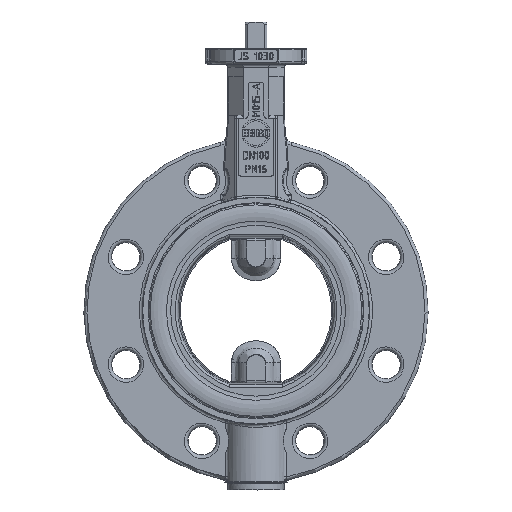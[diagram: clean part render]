
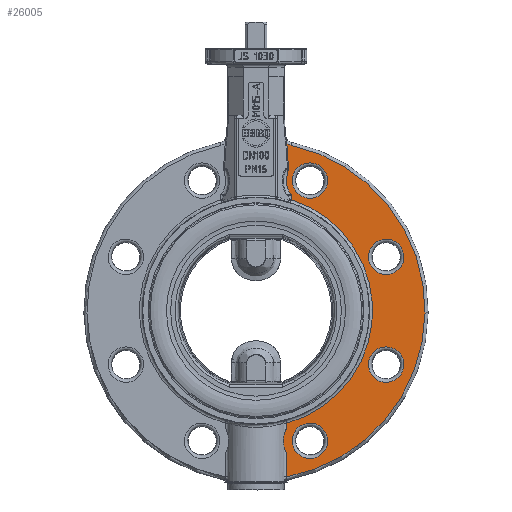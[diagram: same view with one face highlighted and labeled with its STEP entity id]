
A CAD part, top view. The second image highlights one B-rep face of the part: STEP entity #26005.
In plain terms, the highlighted planar face has unit normal (0, 0, 1).
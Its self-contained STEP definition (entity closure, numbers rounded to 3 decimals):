
#3087=CARTESIAN_POINT('',(19.596,-74.866,8.));
#3088=VERTEX_POINT('',#3087);
#3089=CARTESIAN_POINT('',(19.596,-91.432,8.));
#3090=VERTEX_POINT('',#3089);
#3091=CARTESIAN_POINT('',(34.442,-83.149,8.));
#3092=DIRECTION('',(0.0,0.0,1.0));
#3093=DIRECTION('',(-1.0,0.0,0.0));
#3094=AXIS2_PLACEMENT_3D('',#3091,#3092,#3093);
#3095=CIRCLE('',#3094,17.0);
#3096=EDGE_CURVE('',#3088,#3090,#3095,.T.);
#20291=CARTESIAN_POINT('',(38.772,-93.605,8.));
#20292=VERTEX_POINT('',#20291);
#20293=CARTESIAN_POINT('',(34.442,-83.149,8.));
#20294=DIRECTION('',(0.0,0.0,1.));
#20295=DIRECTION('',(-0.383,0.924,0.0));
#20296=AXIS2_PLACEMENT_3D('',#20293,#20294,#20295);
#20297=CIRCLE('',#20296,11.317);
#20298=EDGE_CURVE('',#20292,#20292,#20297,.T.);
#20379=CARTESIAN_POINT('',(93.605,-38.772,8.));
#20380=VERTEX_POINT('',#20379);
#20381=CARTESIAN_POINT('',(83.149,-34.442,8.));
#20382=DIRECTION('',(0.0,0.0,1.0));
#20383=DIRECTION('',(-0.924,0.383,0.0));
#20384=AXIS2_PLACEMENT_3D('',#20381,#20382,#20383);
#20385=CIRCLE('',#20384,11.317);
#20386=EDGE_CURVE('',#20380,#20380,#20385,.T.);
#20467=CARTESIAN_POINT('',(93.605,38.772,8.));
#20468=VERTEX_POINT('',#20467);
#20469=CARTESIAN_POINT('',(83.149,34.442,8.));
#20470=DIRECTION('',(0.0,0.0,1.));
#20471=DIRECTION('',(-0.924,-0.383,0.0));
#20472=AXIS2_PLACEMENT_3D('',#20469,#20470,#20471);
#20473=CIRCLE('',#20472,11.317);
#20474=EDGE_CURVE('',#20468,#20468,#20473,.T.);
#20555=CARTESIAN_POINT('',(38.772,93.605,8.));
#20556=VERTEX_POINT('',#20555);
#20557=CARTESIAN_POINT('',(34.442,83.149,8.));
#20558=DIRECTION('',(0.0,0.0,1.));
#20559=DIRECTION('',(-0.383,-0.924,0.0));
#20560=AXIS2_PLACEMENT_3D('',#20557,#20558,#20559);
#20561=CIRCLE('',#20560,11.317);
#20562=EDGE_CURVE('',#20556,#20556,#20561,.T.);
#21733=CARTESIAN_POINT('',(19.596,-71.877,8.));
#21734=VERTEX_POINT('',#21733);
#21742=CARTESIAN_POINT('',(22.609,70.987,8.));
#21743=VERTEX_POINT('',#21742);
#21744=CARTESIAN_POINT('',(0.0,0.0,8.));
#21745=DIRECTION('',(0.0,0.0,1.));
#21746=DIRECTION('',(0.999,-0.037,0.0));
#21747=AXIS2_PLACEMENT_3D('',#21744,#21745,#21746);
#21748=CIRCLE('',#21747,74.5);
#21749=EDGE_CURVE('',#21734,#21743,#21748,.T.);
#21794=CARTESIAN_POINT('',(19.596,-74.866,8.));
#21795=DIRECTION('',(0.0,1.0,0.0));
#21796=VECTOR('',#21795,2.99);
#21797=LINE('',#21794,#21796);
#21798=EDGE_CURVE('',#3088,#21734,#21797,.T.);
#23206=CARTESIAN_POINT('',(19.596,-106.207,8.));
#23207=VERTEX_POINT('',#23206);
#23224=CARTESIAN_POINT('',(22.433,105.645,8.));
#23225=VERTEX_POINT('',#23224);
#23233=CARTESIAN_POINT('',(0.0,0.0,8.));
#23234=DIRECTION('',(0.0,0.0,-1.0));
#23235=DIRECTION('',(1.,-0.021,0.0));
#23236=AXIS2_PLACEMENT_3D('',#23233,#23234,#23235);
#23237=CIRCLE('',#23236,108.);
#23238=EDGE_CURVE('',#23225,#23207,#23237,.T.);
#23494=CARTESIAN_POINT('',(19.596,-106.207,8.));
#23495=DIRECTION('',(0.0,1.0,0.0));
#23496=VECTOR('',#23495,14.775);
#23497=LINE('',#23494,#23496);
#23498=EDGE_CURVE('',#23207,#3090,#23497,.T.);
#24832=CARTESIAN_POINT('',(22.382,74.229,8.));
#24833=VERTEX_POINT('',#24832);
#24845=CARTESIAN_POINT('',(22.609,70.987,8.));
#24846=DIRECTION('',(-0.07,0.998,0.0));
#24847=VECTOR('',#24846,3.25);
#24848=LINE('',#24845,#24847);
#24849=EDGE_CURVE('',#21743,#24833,#24848,.T.);
#24861=CARTESIAN_POINT('',(19.851,86.631,8.));
#24862=VERTEX_POINT('',#24861);
#24947=CARTESIAN_POINT('',(34.442,83.149,8.));
#24948=DIRECTION('',(0.0,0.0,-1.0));
#24949=DIRECTION('',(-0.998,-0.07,0.0));
#24950=AXIS2_PLACEMENT_3D('',#24947,#24948,#24949);
#24951=CIRCLE('',#24950,15.);
#24952=EDGE_CURVE('',#24833,#24862,#24951,.T.);
#25949=CARTESIAN_POINT('',(0.0,91.25,8.));
#25950=DIRECTION('',(0.0,0.0,1.0));
#25951=DIRECTION('',(1.0,0.0,0.0));
#25952=AXIS2_PLACEMENT_3D('',#25949,#25950,#25951);
#25953=PLANE('',#25952);
#25954=CARTESIAN_POINT('',(20.799,90.914,8.));
#25955=VERTEX_POINT('',#25954);
#25956=CARTESIAN_POINT('',(19.682,106.896,8.));
#25957=VERTEX_POINT('',#25956);
#25958=CARTESIAN_POINT('',(20.799,90.914,8.));
#25959=DIRECTION('',(-0.07,0.998,0.0));
#25960=VECTOR('',#25959,16.021);
#25961=LINE('',#25958,#25960);
#25962=EDGE_CURVE('',#25955,#25957,#25961,.T.);
#25963=ORIENTED_EDGE('',*,*,#25962,.F.);
#25964=CARTESIAN_POINT('',(19.851,86.631,8.));
#25965=CARTESIAN_POINT('',(19.853,86.643,8.));
#25966=CARTESIAN_POINT('',(19.856,86.654,8.));
#25967=CARTESIAN_POINT('',(19.914,86.952,8.));
#25968=CARTESIAN_POINT('',(20.039,87.52,8.));
#25969=CARTESIAN_POINT('',(20.264,88.364,8.));
#25970=CARTESIAN_POINT('',(20.509,89.201,8.0));
#25971=CARTESIAN_POINT('',(20.758,90.039,8.));
#25972=CARTESIAN_POINT('',(20.82,90.624,8.));
#25973=CARTESIAN_POINT('',(20.799,90.914,8.));
#25974=B_SPLINE_CURVE_WITH_KNOTS('',3,(#25964,#25965,#25966,#25967,#25968,#25969,#25970,#25971,#25972,#25973),.UNSPECIFIED.,.F.,.U.,(4,2,1,1,1,1,4),(-0.44,-0.436,-0.349,-0.262,-0.175,-0.087,0.0),.UNSPECIFIED.);
#25975=EDGE_CURVE('',#24862,#25955,#25974,.T.);
#25976=ORIENTED_EDGE('',*,*,#25975,.F.);
#25977=ORIENTED_EDGE('',*,*,#24952,.F.);
#25978=ORIENTED_EDGE('',*,*,#24849,.F.);
#25979=ORIENTED_EDGE('',*,*,#21749,.F.);
#25980=ORIENTED_EDGE('',*,*,#21798,.F.);
#25981=ORIENTED_EDGE('',*,*,#3096,.T.);
#25982=ORIENTED_EDGE('',*,*,#23498,.F.);
#25983=ORIENTED_EDGE('',*,*,#23238,.F.);
#25984=CARTESIAN_POINT('',(23.887,112.492,8.));
#25985=DIRECTION('',(0.0,0.0,1.0));
#25986=DIRECTION('',(-0.755,-0.656,0.0));
#25987=AXIS2_PLACEMENT_3D('',#25984,#25985,#25986);
#25988=CIRCLE('',#25987,7.);
#25989=EDGE_CURVE('',#25957,#23225,#25988,.T.);
#25990=ORIENTED_EDGE('',*,*,#25989,.F.);
#25991=EDGE_LOOP('',(#25963,#25976,#25977,#25978,#25979,#25980,#25981,#25982,#25983,#25990));
#25992=FACE_OUTER_BOUND('',#25991,.T.);
#25993=ORIENTED_EDGE('',*,*,#20562,.F.);
#25994=EDGE_LOOP('',(#25993));
#25995=FACE_BOUND('',#25994,.T.);
#25996=ORIENTED_EDGE('',*,*,#20386,.F.);
#25997=EDGE_LOOP('',(#25996));
#25998=FACE_BOUND('',#25997,.T.);
#25999=ORIENTED_EDGE('',*,*,#20298,.F.);
#26000=EDGE_LOOP('',(#25999));
#26001=FACE_BOUND('',#26000,.T.);
#26002=ORIENTED_EDGE('',*,*,#20474,.F.);
#26003=EDGE_LOOP('',(#26002));
#26004=FACE_BOUND('',#26003,.T.);
#26005=ADVANCED_FACE('',(#25992,#25995,#25998,#26001,#26004),#25953,.T.);
